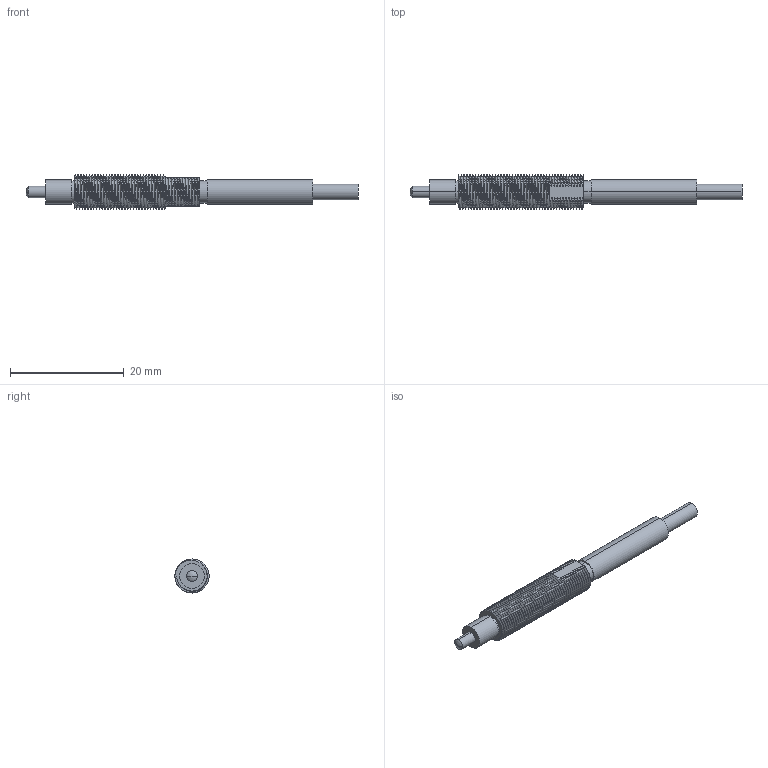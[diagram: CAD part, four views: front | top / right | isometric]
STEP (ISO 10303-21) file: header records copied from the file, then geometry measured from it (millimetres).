
FILE_DESCRIPTION(('STEP AP203'),'1');
FILE_NAME('CS067A-HT1.stp','2016-06-08T23:42:47',(' '),(' '),'Spatial InterOp 3D',' ',' ');
FILE_SCHEMA(('CONFIG_CONTROL_DESIGN'));
Length unit declared in the file: millimetre
Products named in the file (1): 1
Bounding box: 58.4 x 6 x 6 mm (x, y, z)
Volume: 978.9 mm3; surface area: 1168.6 mm2
Topology: 1 solids, 1 shells, 189 faces, 546 edges, 363 vertices
Faces by surface type: cylinder 101, bspline 75, plane 11, sphere 2
Entity records: 64663 total; most frequent: CARTESIAN_POINT 60920, ORIENTED_EDGE 1088, EDGE_CURVE 544, DIRECTION 418, VERTEX_POINT 363, EDGE_LOOP 195, ADVANCED_FACE 189, FACE_OUTER_BOUND 189
